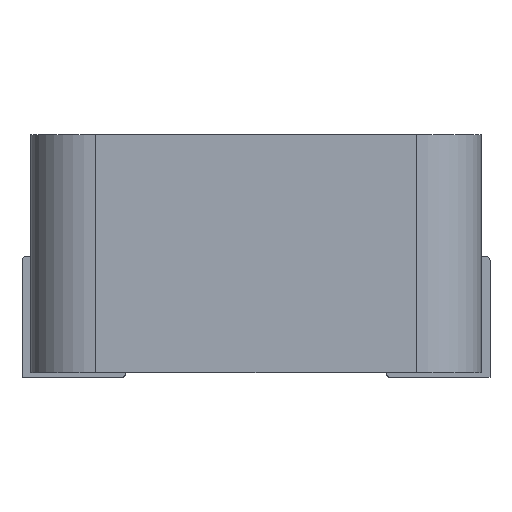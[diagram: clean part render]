
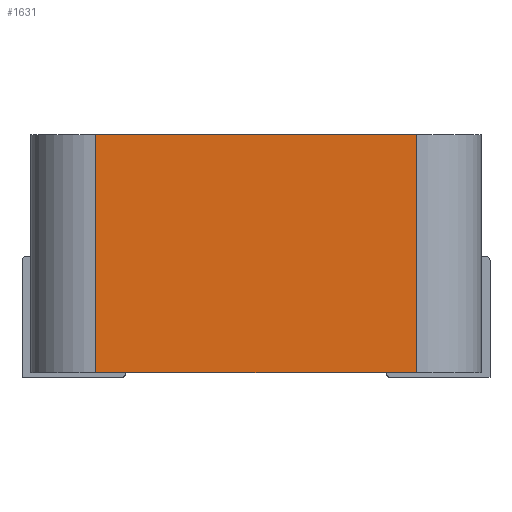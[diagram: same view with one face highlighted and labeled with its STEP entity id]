
A CAD part, front view. The second image highlights one B-rep face of the part: STEP entity #1631.
In plain terms, the highlighted planar face has unit normal (0, -1, 0).
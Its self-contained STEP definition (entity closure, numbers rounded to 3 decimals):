
#91=PLANE('',#1715);
#175=FACE_OUTER_BOUND('',#266,.T.);
#266=EDGE_LOOP('',(#1423,#1424,#1425,#1426));
#364=LINE('',#2873,#521);
#411=LINE('',#2995,#568);
#415=LINE('',#3003,#572);
#416=LINE('',#3005,#573);
#521=VECTOR('',#1857,10.);
#568=VECTOR('',#1958,10.);
#572=VECTOR('',#1966,10.);
#573=VECTOR('',#1969,10.);
#761=VERTEX_POINT('',#2870);
#762=VERTEX_POINT('',#2872);
#809=VERTEX_POINT('',#2992);
#810=VERTEX_POINT('',#2994);
#966=EDGE_CURVE('',#761,#762,#364,.T.);
#1026=EDGE_CURVE('',#810,#809,#411,.T.);
#1031=EDGE_CURVE('',#810,#761,#415,.T.);
#1032=EDGE_CURVE('',#762,#809,#416,.T.);
#1423=ORIENTED_EDGE('',*,*,#1031,.F.);
#1424=ORIENTED_EDGE('',*,*,#1026,.T.);
#1425=ORIENTED_EDGE('',*,*,#1032,.F.);
#1426=ORIENTED_EDGE('',*,*,#966,.F.);
#1631=ADVANCED_FACE('',(#175),#91,.T.);
#1715=AXIS2_PLACEMENT_3D('',#3004,#1967,#1968);
#1857=DIRECTION('',(1.,0.,0.));
#1958=DIRECTION('',(1.,0.,0.));
#1966=DIRECTION('',(0.,0.,1.));
#1967=DIRECTION('center_axis',(0.,-1.,0.));
#1968=DIRECTION('ref_axis',(1.,0.,0.));
#1969=DIRECTION('',(0.,0.,-1.));
#2870=CARTESIAN_POINT('',(-1.85,-2.6,2.8));
#2872=CARTESIAN_POINT('',(1.85,-2.6,2.8));
#2873=CARTESIAN_POINT('',(2.6,-2.6,2.8));
#2992=CARTESIAN_POINT('',(1.85,-2.6,0.05));
#2994=CARTESIAN_POINT('',(-1.85,-2.6,0.05));
#2995=CARTESIAN_POINT('',(-1.3,-2.6,0.05));
#3003=CARTESIAN_POINT('',(-1.85,-2.6,0.));
#3004=CARTESIAN_POINT('Origin',(-2.6,-2.6,0.));
#3005=CARTESIAN_POINT('',(1.85,-2.6,0.));
